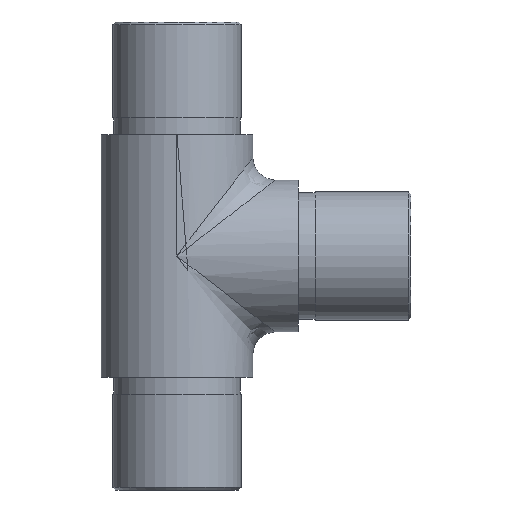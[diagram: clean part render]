
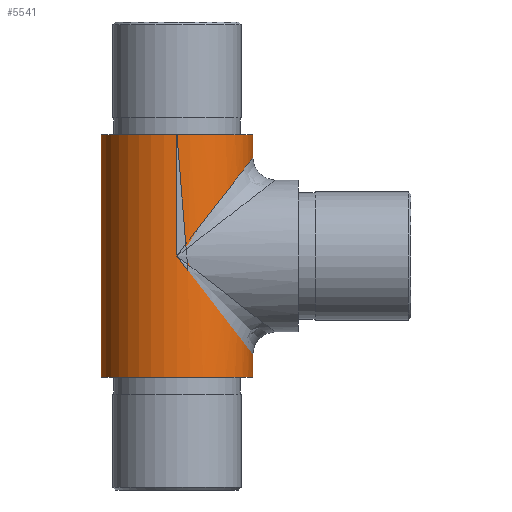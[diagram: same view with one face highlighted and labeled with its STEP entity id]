
A CAD part, left-side view. The second image highlights one B-rep face of the part: STEP entity #5541.
In plain terms, the highlighted cylindrical face has radius 13.45 mm (diameter 26.9 mm), a full revolution.
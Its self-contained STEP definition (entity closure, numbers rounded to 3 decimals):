
#356 = DIRECTION ( 'NONE',  ( 0., 0., 1. ) ) ;
#532 = EDGE_CURVE ( 'NONE', #9543, #4706, #10674, .T. ) ;
#1475 = CARTESIAN_POINT ( 'NONE',  ( 13.45, 41.5, 21.5 ) ) ;
#1487 = EDGE_LOOP ( 'NONE', ( #12230 ) ) ;
#2207 =( BOUNDED_CURVE ( )  B_SPLINE_CURVE ( 3, ( #2652, #5665, #11662, #2690 ),
 .UNSPECIFIED., .F., .T. ) 
 B_SPLINE_CURVE_WITH_KNOTS ( ( 4, 4 ),
 ( 1.571, 4.712 ),
 .UNSPECIFIED. ) 
 CURVE ( )  GEOMETRIC_REPRESENTATION_ITEM ( )  RATIONAL_B_SPLINE_CURVE ( ( 1., 0.333, 0.333, 1. ) ) 
 REPRESENTATION_ITEM ( '' )  );
#2399 = VERTEX_POINT ( 'NONE', #8459 ) ;
#2400 = CARTESIAN_POINT ( 'NONE',  ( -13.45, 41.5, 0. ) ) ;
#2487 = CARTESIAN_POINT ( 'NONE',  ( -13.45, 14.6, -34.9 ) ) ;
#2652 = CARTESIAN_POINT ( 'NONE',  ( -13.45, 41.5, 0. ) ) ;
#2690 = CARTESIAN_POINT ( 'NONE',  ( 13.45, 41.5, 0. ) ) ;
#3306 = ORIENTED_EDGE ( 'NONE', *, *, #532, .T. ) ;
#3860 = CARTESIAN_POINT ( 'NONE',  ( 13.45, 41.5, 0. ) ) ;
#3916 = EDGE_CURVE ( 'NONE', #5194, #5194, #5243, .T. ) ;
#4169 = DIRECTION ( 'NONE',  ( 0., 0., 1. ) ) ;
#4493 = EDGE_LOOP ( 'NONE', ( #6125, #3306 ) ) ;
#4619 = AXIS2_PLACEMENT_3D ( 'NONE', #10136, #4169, #8081 ) ;
#4706 = VERTEX_POINT ( 'NONE', #11125 ) ;
#5194 = VERTEX_POINT ( 'NONE', #1475 ) ;
#5238 = CARTESIAN_POINT ( 'NONE',  ( 0., 41.5, 21.5 ) ) ;
#5243 = CIRCLE ( 'NONE', #6140, 13.45 ) ;
#5529 = CYLINDRICAL_SURFACE ( 'NONE', #8315, 13.45 ) ;
#5541 = ADVANCED_FACE ( 'NONE', ( #11745, #10800, #8162 ), #5529, .T. ) ;
#5665 = CARTESIAN_POINT ( 'NONE',  ( -13.45, 14.6, 34.9 ) ) ;
#6125 = ORIENTED_EDGE ( 'NONE', *, *, #9444, .T. ) ;
#6140 = AXIS2_PLACEMENT_3D ( 'NONE', #11225, #356, #6366 ) ;
#6366 = DIRECTION ( 'NONE',  ( 1., 0., 0. ) ) ;
#6374 = DIRECTION ( 'NONE',  ( 0., 0., -1. ) ) ;
#6719 = CIRCLE ( 'NONE', #4619, 13.45 ) ;
#7132 = EDGE_LOOP ( 'NONE', ( #10483 ) ) ;
#8081 = DIRECTION ( 'NONE',  ( 1., 0., 0. ) ) ;
#8162 = FACE_BOUND ( 'NONE', #4493, .T. ) ;
#8315 = AXIS2_PLACEMENT_3D ( 'NONE', #5238, #6374, #11330 ) ;
#8370 = CARTESIAN_POINT ( 'NONE',  ( 13.45, 41.5, 0. ) ) ;
#8459 = CARTESIAN_POINT ( 'NONE',  ( 13.45, 41.5, -21.5 ) ) ;
#8598 = EDGE_CURVE ( 'NONE', #2399, #2399, #6719, .T. ) ;
#9444 = EDGE_CURVE ( 'NONE', #4706, #9543, #2207, .T. ) ;
#9543 = VERTEX_POINT ( 'NONE', #3860 ) ;
#10136 = CARTESIAN_POINT ( 'NONE',  ( 0., 41.5, -21.5 ) ) ;
#10483 = ORIENTED_EDGE ( 'NONE', *, *, #8598, .T. ) ;
#10489 = CARTESIAN_POINT ( 'NONE',  ( 13.45, 14.6, -34.9 ) ) ;
#10674 =( BOUNDED_CURVE ( )  B_SPLINE_CURVE ( 3, ( #8370, #10489, #2487, #2400 ),
 .UNSPECIFIED., .F., .T. ) 
 B_SPLINE_CURVE_WITH_KNOTS ( ( 4, 4 ),
 ( 4.712, 7.854 ),
 .UNSPECIFIED. ) 
 CURVE ( )  GEOMETRIC_REPRESENTATION_ITEM ( )  RATIONAL_B_SPLINE_CURVE ( ( 1., 0.333, 0.333, 1. ) ) 
 REPRESENTATION_ITEM ( '' )  );
#10800 = FACE_OUTER_BOUND ( 'NONE', #1487, .T. ) ;
#11125 = CARTESIAN_POINT ( 'NONE',  ( -13.45, 41.5, 0. ) ) ;
#11225 = CARTESIAN_POINT ( 'NONE',  ( 0., 41.5, 21.5 ) ) ;
#11330 = DIRECTION ( 'NONE',  ( -1., 0., 0. ) ) ;
#11662 = CARTESIAN_POINT ( 'NONE',  ( 13.45, 14.6, 34.9 ) ) ;
#11745 = FACE_OUTER_BOUND ( 'NONE', #7132, .T. ) ;
#12230 = ORIENTED_EDGE ( 'NONE', *, *, #3916, .F. ) ;
